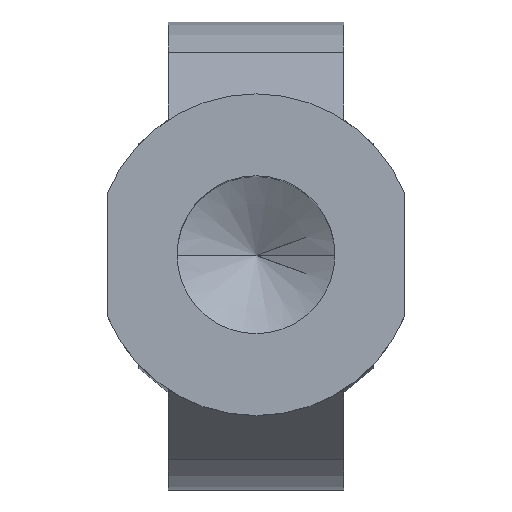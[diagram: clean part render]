
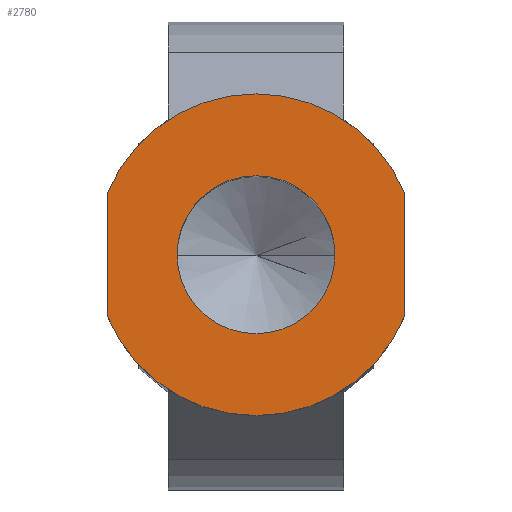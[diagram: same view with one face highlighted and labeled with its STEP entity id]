
A CAD part, top view. The second image highlights one B-rep face of the part: STEP entity #2780.
In plain terms, the highlighted planar face has unit normal (0, 0, 1).
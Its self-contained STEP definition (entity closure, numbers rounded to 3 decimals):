
#293 = CARTESIAN_POINT ( 'NONE',  ( 0., 0., 6.5 ) ) ;
#294 = DIRECTION ( 'NONE',  ( 0., 0., 1. ) ) ;
#295 = DIRECTION ( 'NONE',  ( 1., 0., 0. ) ) ;
#642 = CARTESIAN_POINT ( 'NONE',  ( -10.149, 4.243, 6.5 ) ) ;
#691 = DIRECTION ( 'NONE',  ( 1., 0., 0. ) ) ;
#692 = DIRECTION ( 'NONE',  ( 0., 0., 1. ) ) ;
#693 = CARTESIAN_POINT ( 'NONE',  ( 0., 0., 6.5 ) ) ;
#694 = AXIS2_PLACEMENT_3D ( 'NONE', #693, #692, #691 ) ;
#699 = CIRCLE ( 'NONE', #694, 11. ) ;
#724 = DIRECTION ( 'NONE',  ( 0., -1., 0. ) ) ;
#725 = VECTOR ( 'NONE', #724, 1000. ) ;
#726 = CARTESIAN_POINT ( 'NONE',  ( -10.149, -4.243, 6.5 ) ) ;
#727 = LINE ( 'NONE', #726, #725 ) ;
#1876 = FACE_OUTER_BOUND ( 'NONE', #2582, .T. ) ;
#1877 = FACE_BOUND ( 'NONE', #2783, .T. ) ;
#1938 = AXIS2_PLACEMENT_3D ( 'NONE', #293, #294, #295 ) ;
#1939 = CIRCLE ( 'NONE', #1938, 5.4 ) ;
#1940 = DIRECTION ( 'NONE',  ( 1., 0., 0. ) ) ;
#1941 = DIRECTION ( 'NONE',  ( 0., 0., 1. ) ) ;
#1942 = CARTESIAN_POINT ( 'NONE',  ( 0., 0., 6.5 ) ) ;
#1943 = AXIS2_PLACEMENT_3D ( 'NONE', #1942, #1941, #1940 ) ;
#1944 = PLANE ( 'NONE',  #1943 ) ;
#2269 = VERTEX_POINT ( 'NONE', #2803 ) ;
#2270 = EDGE_CURVE ( 'NONE', #2269, #2306, #2811, .T. ) ;
#2306 = VERTEX_POINT ( 'NONE', #2888 ) ;
#2308 = VERTEX_POINT ( 'NONE', #2883 ) ;
#2328 = EDGE_CURVE ( 'NONE', #2306, #2308, #2849, .T. ) ;
#2334 = VERTEX_POINT ( 'NONE', #2953 ) ;
#2336 = EDGE_CURVE ( 'NONE', #2334, #2337, #2952, .T. ) ;
#2337 = VERTEX_POINT ( 'NONE', #2947 ) ;
#2530 = VERTEX_POINT ( 'NONE', #642 ) ;
#2534 = EDGE_CURVE ( 'NONE', #2308, #2530, #699, .T. ) ;
#2539 = ORIENTED_EDGE ( 'NONE', *, *, #2534, .T. ) ;
#2541 = ORIENTED_EDGE ( 'NONE', *, *, #2561, .T. ) ;
#2542 = ORIENTED_EDGE ( 'NONE', *, *, #2328, .T. ) ;
#2543 = ORIENTED_EDGE ( 'NONE', *, *, #2270, .T. ) ;
#2546 = ORIENTED_EDGE ( 'NONE', *, *, #2336, .F. ) ;
#2561 = EDGE_CURVE ( 'NONE', #2530, #2269, #727, .T. ) ;
#2582 = EDGE_LOOP ( 'NONE', ( #2543, #2542, #2539, #2541 ) ) ;
#2777 = ORIENTED_EDGE ( 'NONE', *, *, #2781, .F. ) ;
#2780 = ADVANCED_FACE ( 'NONE', ( #1877, #1876 ), #1944, .T. ) ;
#2781 = EDGE_CURVE ( 'NONE', #2337, #2334, #1939, .T. ) ;
#2783 = EDGE_LOOP ( 'NONE', ( #2777, #2546 ) ) ;
#2803 = CARTESIAN_POINT ( 'NONE',  ( -10.149, -4.243, 6.5 ) ) ;
#2807 = DIRECTION ( 'NONE',  ( 1., 0., 0. ) ) ;
#2808 = DIRECTION ( 'NONE',  ( 0., 0., 1. ) ) ;
#2809 = CARTESIAN_POINT ( 'NONE',  ( 0., 0., 6.5 ) ) ;
#2810 = AXIS2_PLACEMENT_3D ( 'NONE', #2809, #2808, #2807 ) ;
#2811 = CIRCLE ( 'NONE', #2810, 11. ) ;
#2846 = DIRECTION ( 'NONE',  ( 0., 1., 0. ) ) ;
#2847 = VECTOR ( 'NONE', #2846, 1000. ) ;
#2848 = CARTESIAN_POINT ( 'NONE',  ( 10.149, -4.243, 6.5 ) ) ;
#2849 = LINE ( 'NONE', #2848, #2847 ) ;
#2883 = CARTESIAN_POINT ( 'NONE',  ( 10.149, 4.243, 6.5 ) ) ;
#2888 = CARTESIAN_POINT ( 'NONE',  ( 10.149, -4.243, 6.5 ) ) ;
#2947 = CARTESIAN_POINT ( 'NONE',  ( 5.4, 0., 6.5 ) ) ;
#2948 = DIRECTION ( 'NONE',  ( 1., 0., 0. ) ) ;
#2949 = DIRECTION ( 'NONE',  ( 0., 0., 1. ) ) ;
#2950 = CARTESIAN_POINT ( 'NONE',  ( 0., 0., 6.5 ) ) ;
#2951 = AXIS2_PLACEMENT_3D ( 'NONE', #2950, #2949, #2948 ) ;
#2952 = CIRCLE ( 'NONE', #2951, 5.4 ) ;
#2953 = CARTESIAN_POINT ( 'NONE',  ( -5.4, 0., 6.5 ) ) ;
